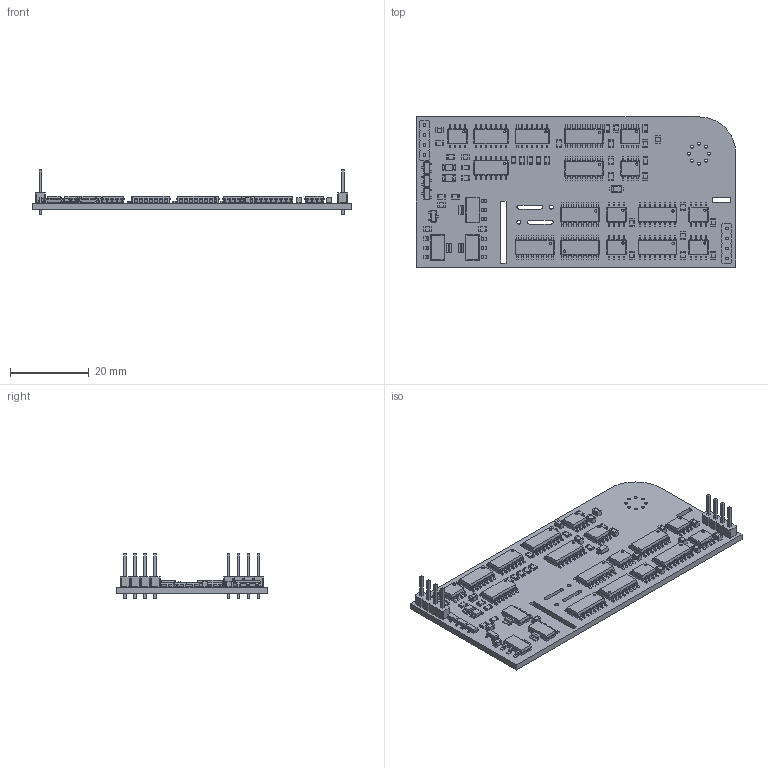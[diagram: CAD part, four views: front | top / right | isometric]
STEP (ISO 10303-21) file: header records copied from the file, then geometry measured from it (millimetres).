
FILE_DESCRIPTION(('KiCad electronic assembly'),'2;1');
FILE_NAME('10V-DLTZ.step','2025-03-22T00:53:42',('Pcbnew'),('Kicad'), 'Open CASCADE STEP processor 7.6','KiCad to STEP converter','Unknown' );
FILE_SCHEMA(('AUTOMOTIVE_DESIGN { 1 0 10303 214 1 1 1 1 }'));
Length unit declared in the file: millimetre
Products named in the file (22): 10V-DLTZ 1; R_0805_2012Metric; C_0805_2012Metric; SOIC-8_3.9x4.9mm_P1.27mm; SOIC_8_39x49mm_P127mm; SOT-23; SOT_23; D_SOD-123F; D_SOD_123F; SOIC-16_3.9x9.9mm_P1.27mm; SOIC_16_39x99mm_P127mm; SOIC-14_3.9x8.7mm_P1.27mm; SOIC_14_39x87mm_P127mm; LED_1206_3216Metric; SOT-223; SOT_223; PinHeader_1x04_P2.54mm_Vertical; PinHeader_1x04_P254mm_Vertical; 10V-DLTZ_PCB
Assembly tree (74 placements, depth 3):
  10V-DLTZ 1
    R_0805_2012Metric  x17
      R_0805_2012Metric
    C_0805_2012Metric  x17
      C_0805_2012Metric
    SOIC-8_3.9x4.9mm_P1.27mm  x7
      SOIC_8_39x49mm_P127mm
    SOT-23  x4
      SOT_23
    D_SOD-123F
      D_SOD_123F
    SOIC-16_3.9x9.9mm_P1.27mm  x7
      SOIC_16_39x99mm_P127mm
    SOIC-14_3.9x8.7mm_P1.27mm  x3
      SOIC_14_39x87mm_P127mm
    LED_1206_3216Metric  x2
      LED_1206_3216Metric
    SOT-223  x3
      SOT_223
    PinHeader_1x04_P2.54mm_Vertical  x2
      PinHeader_1x04_P254mm_Vertical
    10V-DLTZ_PCB
Bounding box: 81.2 x 38.15 x 11.54 mm (x, y, z)
Volume: 6023 mm3; surface area: 9815.3 mm2
Topology: 64 solids, 64 shells, 5586 faces, 14504 edges, 9116 vertices
Faces by surface type: plane 3470, cylinder 1332, bspline 784
Full cylindrical faces by diameter (mm): 0.6 x17, 0.7 x8, 1 x10
Entity records: 41110 total; most frequent: CARTESIAN_POINT 6471, ORIENTED_EDGE 5702, DIRECTION 5195, EDGE_CURVE 2851, LINE 2227, VECTOR 2227, VERTEX_POINT 1784, AXIS2_PLACEMENT_3D 1484
